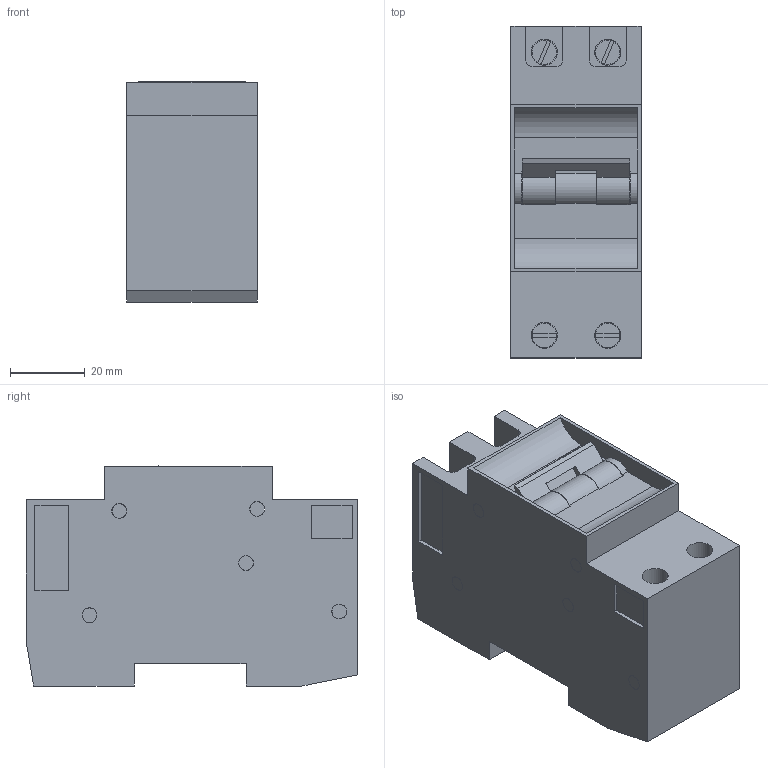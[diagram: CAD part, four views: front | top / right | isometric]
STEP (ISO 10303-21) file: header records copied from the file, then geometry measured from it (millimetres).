
FILE_DESCRIPTION(('CATIA V5 STEP Exchange'),'2;1');
FILE_NAME('DISJUNTOR TERMOMAGNETICO BIPOLAR 5SX1.stp','2011-06-20T14:41:38+00:00',('none'),('none'),'CATIA Version 5 Release 17 (IN-10)','CATIA V5 STEP AP203','none');
FILE_SCHEMA(('CONFIG_CONTROL_DESIGN'));
Length unit declared in the file: millimetre
Products named in the file (1): DISJUNTOR TERMOMAGNETICO BIPOLAR 5SX1
Bounding box: 35 x 89 x 59.04 mm (x, y, z)
Volume: 151772 mm3; surface area: 27987 mm2
Topology: 16 solids, 16 shells, 177 faces, 408 edges, 272 vertices
Faces by surface type: plane 116, cylinder 61
Entity records: 4499 total; most frequent: ORIENTED_EDGE 816, CARTESIAN_POINT 771, DIRECTION 588, EDGE_CURVE 408, VERTEX_POINT 272, VECTOR 270, LINE 270, AXIS2_PLACEMENT_3D 229
